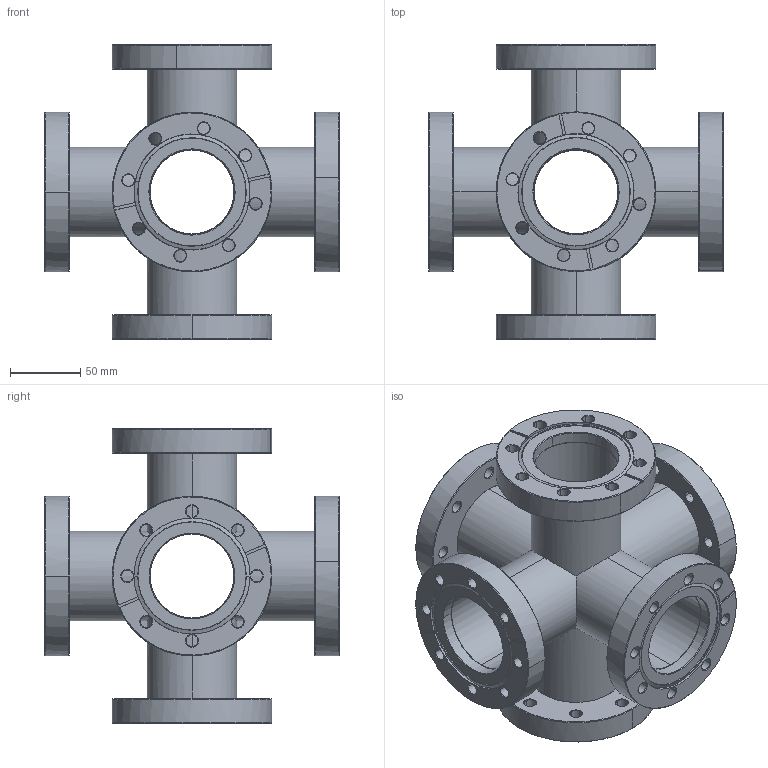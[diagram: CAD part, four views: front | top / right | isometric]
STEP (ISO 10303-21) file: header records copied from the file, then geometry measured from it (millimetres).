
FILE_DESCRIPTION (( 'STEP AP214' ), '1' );
FILE_NAME ('Hositrad_FX6-63-64R-Cross.STEP', '2012-11-21T08:46:44', ( '' ), ( '' ), 'SwSTEP 2.0', 'SolidWorks 2012', '' );
FILE_SCHEMA (( 'AUTOMOTIVE_DESIGN' ));
Length unit declared in the file: millimetre
Products named in the file (4): NW63CFR-weld_Tube63.5; CF63-64-Weld; 63-6-Cross; Hositrad_FX6-63-64R-Cross
Assembly tree (7 placements, depth 2):
  Hositrad_FX6-63-64R-Cross
    63-6-Cross
    CF63-64-Weld  x3
    NW63CFR-weld_Tube63.5  x3
Bounding box: 209.6 x 209.6 x 209.6 mm (x, y, z)
Volume: 818346.6 mm3; surface area: 343563.1 mm2
Topology: 10 solids, 10 shells, 548 faces, 1292 edges, 766 vertices
Faces by surface type: cone 270, cylinder 180, plane 78, bspline 12, sphere 8
Entity records: 7113 total; most frequent: CARTESIAN_POINT 1876, DIRECTION 1138, ORIENTED_EDGE 1032, EDGE_CURVE 516, AXIS2_PLACEMENT_3D 472, VERTEX_POINT 306, EDGE_LOOP 262, CIRCLE 258
